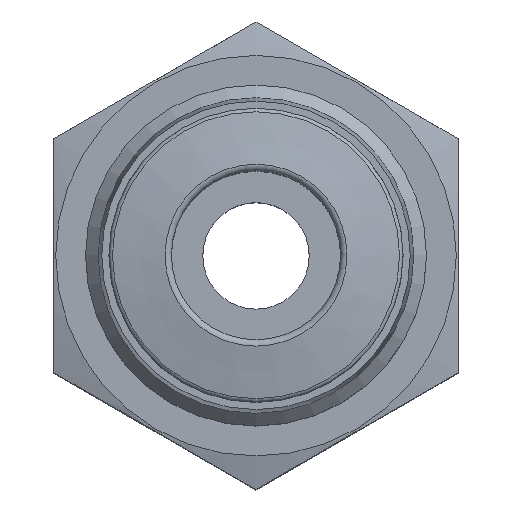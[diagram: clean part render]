
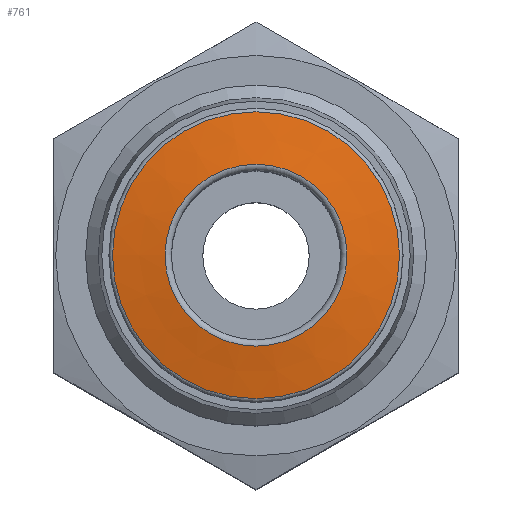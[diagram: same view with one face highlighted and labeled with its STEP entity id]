
A CAD part, top view. The second image highlights one B-rep face of the part: STEP entity #761.
In plain terms, the highlighted conical face has half-angle 80 degrees and reference radius 4.269 mm.
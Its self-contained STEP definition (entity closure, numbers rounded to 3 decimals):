
#93=ORIENTED_EDGE('',*,*,#205,.F.);
#94=ORIENTED_EDGE('',*,*,#206,.T.);
#205=EDGE_CURVE('',#261,#261,#311,.T.);
#206=EDGE_CURVE('',#262,#262,#312,.T.);
#261=VERTEX_POINT('',#1090);
#262=VERTEX_POINT('',#1092);
#311=CIRCLE('',#820,6.735);
#312=CIRCLE('',#821,4.269);
#349=EDGE_LOOP('',(#93));
#350=EDGE_LOOP('',(#94));
#433=FACE_BOUND('',#349,.T.);
#434=FACE_BOUND('',#350,.T.);
#516=CONICAL_SURFACE('',#819,4.269,1.396);
#761=ADVANCED_FACE('',(#433,#434),#516,.T.);
#819=AXIS2_PLACEMENT_3D('',#1088,#910,#911);
#820=AXIS2_PLACEMENT_3D('',#1089,#912,#913);
#821=AXIS2_PLACEMENT_3D('',#1091,#914,#915);
#910=DIRECTION('',(0.,0.,-1.));
#911=DIRECTION('',(-1.,0.,0.));
#912=DIRECTION('',(0.,0.,-1.));
#913=DIRECTION('',(-1.,0.,0.));
#914=DIRECTION('',(0.,0.,-1.));
#915=DIRECTION('',(-1.,0.,0.));
#1088=CARTESIAN_POINT('',(0.,0.,21.1));
#1089=CARTESIAN_POINT('',(0.,0.,20.665));
#1090=CARTESIAN_POINT('',(-6.735,0.,20.665));
#1091=CARTESIAN_POINT('',(0.,0.,21.1));
#1092=CARTESIAN_POINT('',(-4.269,0.,21.1));
